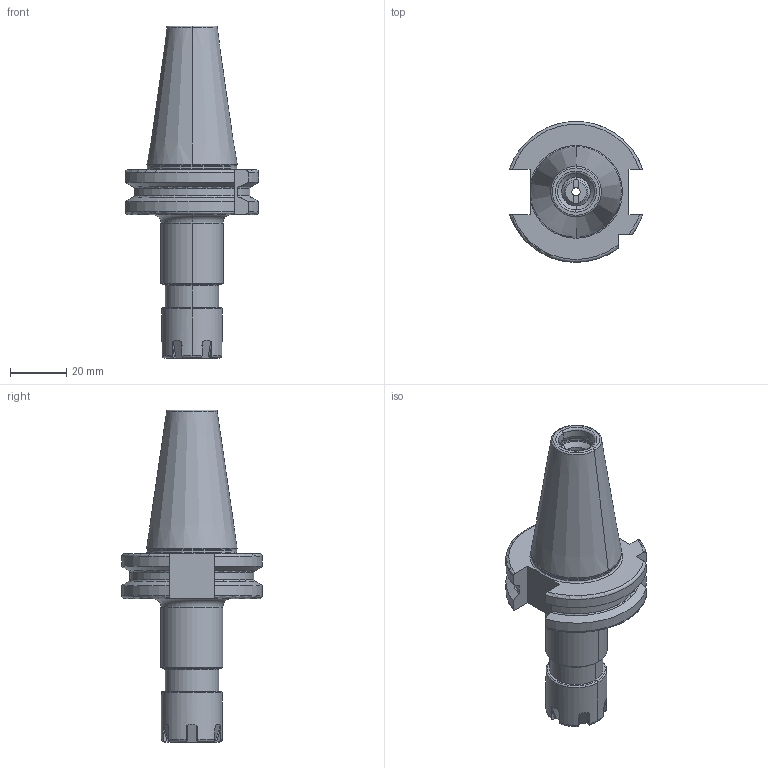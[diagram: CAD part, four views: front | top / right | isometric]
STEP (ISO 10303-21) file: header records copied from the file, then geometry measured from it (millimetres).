
FILE_DESCRIPTION((''),'2;1');
FILE_NAME('302_02_07_10','2020-09-14T',('104091'),(''),'CREO PARAMETRIC BY PTC INC, 2016260','CREO PARAMETRIC BY PTC INC, 2016260','');
FILE_SCHEMA(('CONFIG_CONTROL_DESIGN'));
Length unit declared in the file: millimetre
Products named in the file (1): 302_02_07_10
Bounding box: 47.34 x 49.9 x 117.8 mm (x, y, z)
Volume: 57895.5 mm3; surface area: 17953.5 mm2
Topology: 1 solids, 1 shells, 206 faces, 525 edges, 329 vertices
Faces by surface type: plane 63, cylinder 57, torus 48, cone 34, bspline 4
Entity records: 6987 total; most frequent: CARTESIAN_POINT 1995, DIRECTION 1053, ORIENTED_EDGE 1044, EDGE_CURVE 522, AXIS2_PLACEMENT_3D 424, VERTEX_POINT 327, CIRCLE 219, EDGE_LOOP 217
